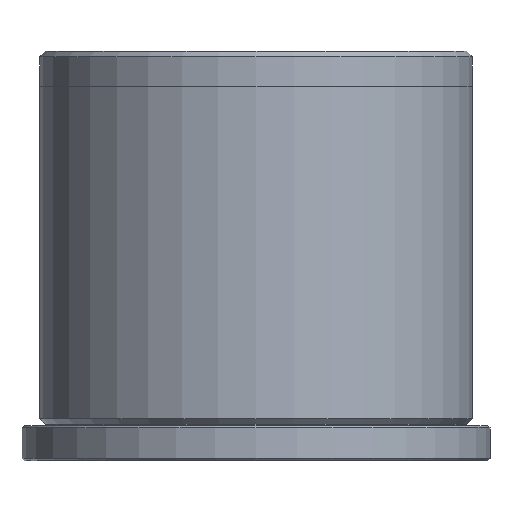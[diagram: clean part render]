
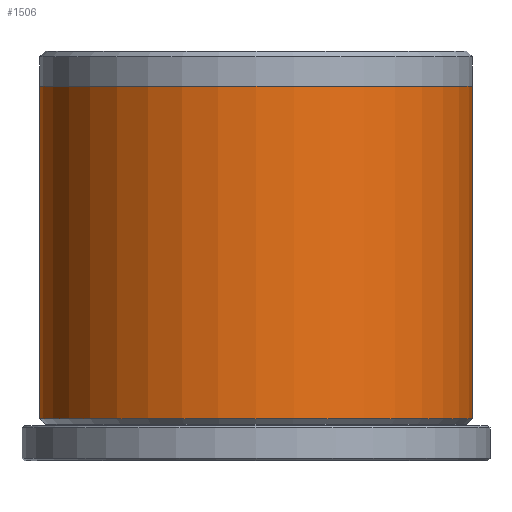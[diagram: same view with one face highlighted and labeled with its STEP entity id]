
A CAD part, front view. The second image highlights one B-rep face of the part: STEP entity #1506.
In plain terms, the highlighted cylindrical face has radius 18.5 mm (diameter 37 mm), a partial arc.
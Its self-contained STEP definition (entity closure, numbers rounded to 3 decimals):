
#27 = VERTEX_POINT ( 'NONE', #877 ) ;
#48 = CARTESIAN_POINT ( 'NONE',  ( 18.5, 0., 35. ) ) ;
#85 = CARTESIAN_POINT ( 'NONE',  ( -18.5, 0., 3.6 ) ) ;
#167 = LINE ( 'NONE', #1196, #1127 ) ;
#186 = VERTEX_POINT ( 'NONE', #1557 ) ;
#348 = EDGE_CURVE ( 'NONE', #186, #683, #920, .T. ) ;
#399 = ORIENTED_EDGE ( 'NONE', *, *, #1338, .F. ) ;
#456 = DIRECTION ( 'NONE',  ( 0., 0., -1. ) ) ;
#549 = EDGE_CURVE ( 'NONE', #27, #683, #167, .T. ) ;
#558 = AXIS2_PLACEMENT_3D ( 'NONE', #1096, #456, #635 ) ;
#614 = VERTEX_POINT ( 'NONE', #1217 ) ;
#635 = DIRECTION ( 'NONE',  ( -1., 0., 0. ) ) ;
#647 = CARTESIAN_POINT ( 'NONE',  ( 0., 0., 3.6 ) ) ;
#662 = DIRECTION ( 'NONE',  ( 0., 0., 1. ) ) ;
#683 = VERTEX_POINT ( 'NONE', #85 ) ;
#694 = DIRECTION ( 'NONE',  ( 0., 0., -1. ) ) ;
#767 = DIRECTION ( 'NONE',  ( -1., 0., 0. ) ) ;
#770 = ORIENTED_EDGE ( 'NONE', *, *, #549, .T. ) ;
#783 = LINE ( 'NONE', #48, #1410 ) ;
#800 = EDGE_LOOP ( 'NONE', ( #399, #1073, #770, #1441 ) ) ;
#877 = CARTESIAN_POINT ( 'NONE',  ( -18.5, 0., 32. ) ) ;
#920 = CIRCLE ( 'NONE', #1481, 18.5 ) ;
#928 = FACE_OUTER_BOUND ( 'NONE', #800, .T. ) ;
#1067 = DIRECTION ( 'NONE',  ( 0., 0., -1. ) ) ;
#1073 = ORIENTED_EDGE ( 'NONE', *, *, #1559, .F. ) ;
#1096 = CARTESIAN_POINT ( 'NONE',  ( 0., 0., 35. ) ) ;
#1127 = VECTOR ( 'NONE', #1067, 1000. ) ;
#1196 = CARTESIAN_POINT ( 'NONE',  ( -18.5, 0., 35. ) ) ;
#1217 = CARTESIAN_POINT ( 'NONE',  ( 18.5, 0., 32. ) ) ;
#1233 = AXIS2_PLACEMENT_3D ( 'NONE', #1405, #662, #1530 ) ;
#1338 = EDGE_CURVE ( 'NONE', #614, #186, #783, .T. ) ;
#1405 = CARTESIAN_POINT ( 'NONE',  ( 0., 0., 32. ) ) ;
#1410 = VECTOR ( 'NONE', #694, 1000. ) ;
#1432 = CIRCLE ( 'NONE', #1233, 18.5 ) ;
#1441 = ORIENTED_EDGE ( 'NONE', *, *, #348, .F. ) ;
#1481 = AXIS2_PLACEMENT_3D ( 'NONE', #647, #1514, #767 ) ;
#1506 = ADVANCED_FACE ( 'NONE', ( #928 ), #1550, .T. ) ;
#1514 = DIRECTION ( 'NONE',  ( 0., 0., -1. ) ) ;
#1530 = DIRECTION ( 'NONE',  ( 1., 0., 0. ) ) ;
#1550 = CYLINDRICAL_SURFACE ( 'NONE', #558, 18.5 ) ;
#1557 = CARTESIAN_POINT ( 'NONE',  ( 18.5, 0., 3.6 ) ) ;
#1559 = EDGE_CURVE ( 'NONE', #27, #614, #1432, .T. ) ;
